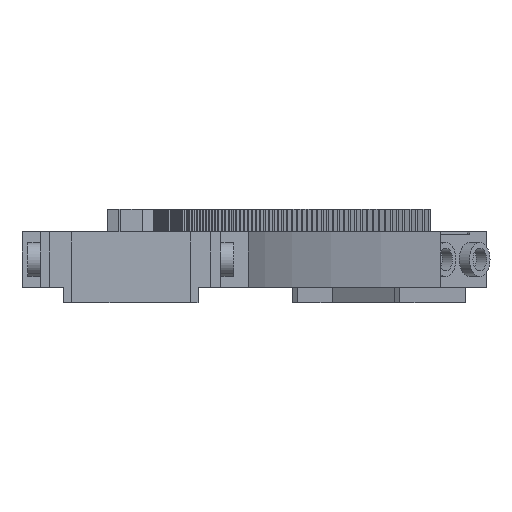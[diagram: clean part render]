
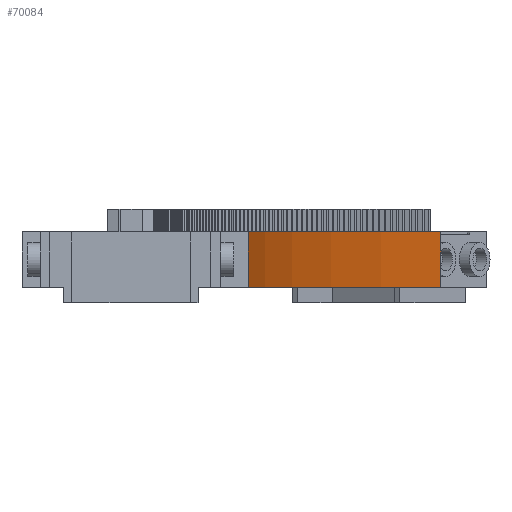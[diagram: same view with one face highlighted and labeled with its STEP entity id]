
A CAD part, front view. The second image highlights one B-rep face of the part: STEP entity #70084.
In plain terms, the highlighted cylindrical face has radius 184.1 mm (diameter 368.2 mm), a partial arc.
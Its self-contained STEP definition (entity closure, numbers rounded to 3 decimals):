
#314 = PLANE('',#315);
#315 = AXIS2_PLACEMENT_3D('',#316,#317,#318);
#316 = CARTESIAN_POINT('',(16.515,23.311,3.4));
#317 = DIRECTION('',(0.,0.,1.));
#318 = DIRECTION('',(-0.298,0.955,0.));
#36236 = VERTEX_POINT('',#36237);
#36237 = CARTESIAN_POINT('',(-1.07,-47.57,3.4));
#36253 = PLANE('',#36254);
#36254 = AXIS2_PLACEMENT_3D('',#36255,#36256,#36257);
#36255 = CARTESIAN_POINT('',(14.333,-47.57,-4.4));
#36256 = DIRECTION('',(0.,1.,0.));
#36257 = DIRECTION('',(0.,0.,1.));
#36265 = EDGE_CURVE('',#36236,#36266,#36268,.T.);
#36266 = VERTEX_POINT('',#36267);
#36267 = CARTESIAN_POINT('',(26.01,33.672,3.4));
#36268 = SURFACE_CURVE('',#36269,(#36274,#36285),.PCURVE_S1.);
#36269 = CIRCLE('',#36270,184.1);
#36270 = AXIS2_PLACEMENT_3D('',#36271,#36272,#36273);
#36271 = CARTESIAN_POINT('',(182.333,-63.57,3.4));
#36272 = DIRECTION('',(0.,0.,-1.));
#36273 = DIRECTION('',(-1.,0.,0.));
#36274 = PCURVE('',#314,#36275);
#36275 = DEFINITIONAL_REPRESENTATION('',(#36276),#36284);
#36276 = ( BOUNDED_CURVE() B_SPLINE_CURVE(2,(#36277,#36278,#36279,#36280
    ,#36281,#36282,#36283),.UNSPECIFIED.,.T.,.F.) 
B_SPLINE_CURVE_WITH_KNOTS((1,2,2,2,2,1),(-2.094,0.,
    2.094,4.189,6.283,8.378),
.UNSPECIFIED.) CURVE() GEOMETRIC_REPRESENTATION_ITEM() 
RATIONAL_B_SPLINE_CURVE((1.,0.5,1.,0.5,1.,0.5,1.)) REPRESENTATION_ITEM(
  '') );
#36277 = CARTESIAN_POINT('',(-77.478,43.356));
#36278 = CARTESIAN_POINT('',(226.889,-51.721));
#36279 = CARTESIAN_POINT('',(-7.634,-267.772));
#36280 = CARTESIAN_POINT('',(-242.156,-483.822));
#36281 = CARTESIAN_POINT('',(-312.,-172.695));
#36282 = CARTESIAN_POINT('',(-381.844,138.432));
#36283 = CARTESIAN_POINT('',(-77.478,43.356));
#36284 = ( GEOMETRIC_REPRESENTATION_CONTEXT(2) 
PARAMETRIC_REPRESENTATION_CONTEXT() REPRESENTATION_CONTEXT('2D SPACE',''
  ) );
#36285 = PCURVE('',#36286,#36291);
#36286 = CYLINDRICAL_SURFACE('',#36287,184.1);
#36287 = AXIS2_PLACEMENT_3D('',#36288,#36289,#36290);
#36288 = CARTESIAN_POINT('',(182.333,-63.57,3.4));
#36289 = DIRECTION('',(0.,0.,-1.));
#36290 = DIRECTION('',(-1.,0.,0.));
#36291 = DEFINITIONAL_REPRESENTATION('',(#36292),#36296);
#36292 = LINE('',#36293,#36294);
#36293 = CARTESIAN_POINT('',(0.,0.));
#36294 = VECTOR('',#36295,1.);
#36295 = DIRECTION('',(1.,0.));
#36296 = ( GEOMETRIC_REPRESENTATION_CONTEXT(2) 
PARAMETRIC_REPRESENTATION_CONTEXT() REPRESENTATION_CONTEXT('2D SPACE',''
  ) );
#36314 = PLANE('',#36315);
#36315 = AXIS2_PLACEMENT_3D('',#36316,#36317,#36318);
#36316 = CARTESIAN_POINT('',(-12.867,62.83,-4.4));
#36317 = DIRECTION('',(-0.6,-0.8,0.));
#36318 = DIRECTION('',(0.,0.,1.));
#67809 = PLANE('',#67810);
#67810 = AXIS2_PLACEMENT_3D('',#67811,#67812,#67813);
#67811 = CARTESIAN_POINT('',(-7.404,-0.324,-4.4));
#67812 = DIRECTION('',(-0.,-0.,1.));
#67813 = DIRECTION('',(0.316,0.949,0.));
#68947 = EDGE_CURVE('',#36236,#68948,#68950,.T.);
#68948 = VERTEX_POINT('',#68949);
#68949 = CARTESIAN_POINT('',(-1.07,-47.57,-4.4));
#68950 = SURFACE_CURVE('',#68951,(#68955,#68962),.PCURVE_S1.);
#68951 = LINE('',#68952,#68953);
#68952 = CARTESIAN_POINT('',(-1.07,-47.57,3.4));
#68953 = VECTOR('',#68954,1.);
#68954 = DIRECTION('',(0.,0.,-1.));
#68955 = PCURVE('',#36253,#68956);
#68956 = DEFINITIONAL_REPRESENTATION('',(#68957),#68961);
#68957 = LINE('',#68958,#68959);
#68958 = CARTESIAN_POINT('',(7.8,-15.403));
#68959 = VECTOR('',#68960,1.);
#68960 = DIRECTION('',(-1.,0.));
#68961 = ( GEOMETRIC_REPRESENTATION_CONTEXT(2) 
PARAMETRIC_REPRESENTATION_CONTEXT() REPRESENTATION_CONTEXT('2D SPACE',''
  ) );
#68962 = PCURVE('',#36286,#68963);
#68963 = DEFINITIONAL_REPRESENTATION('',(#68964),#68968);
#68964 = LINE('',#68965,#68966);
#68965 = CARTESIAN_POINT('',(0.087,0.));
#68966 = VECTOR('',#68967,1.);
#68967 = DIRECTION('',(0.,1.));
#68968 = ( GEOMETRIC_REPRESENTATION_CONTEXT(2) 
PARAMETRIC_REPRESENTATION_CONTEXT() REPRESENTATION_CONTEXT('2D SPACE',''
  ) );
#70042 = VERTEX_POINT('',#70043);
#70043 = CARTESIAN_POINT('',(26.01,33.672,-4.4));
#70064 = EDGE_CURVE('',#36266,#70042,#70065,.T.);
#70065 = SURFACE_CURVE('',#70066,(#70070,#70077),.PCURVE_S1.);
#70066 = LINE('',#70067,#70068);
#70067 = CARTESIAN_POINT('',(26.01,33.672,3.4));
#70068 = VECTOR('',#70069,1.);
#70069 = DIRECTION('',(0.,0.,-1.));
#70070 = PCURVE('',#36314,#70071);
#70071 = DEFINITIONAL_REPRESENTATION('',(#70072),#70076);
#70072 = LINE('',#70073,#70074);
#70073 = CARTESIAN_POINT('',(7.8,-48.597));
#70074 = VECTOR('',#70075,1.);
#70075 = DIRECTION('',(-1.,-0.));
#70076 = ( GEOMETRIC_REPRESENTATION_CONTEXT(2) 
PARAMETRIC_REPRESENTATION_CONTEXT() REPRESENTATION_CONTEXT('2D SPACE',''
  ) );
#70077 = PCURVE('',#36286,#70078);
#70078 = DEFINITIONAL_REPRESENTATION('',(#70079),#70083);
#70079 = LINE('',#70080,#70081);
#70080 = CARTESIAN_POINT('',(0.556,0.));
#70081 = VECTOR('',#70082,1.);
#70082 = DIRECTION('',(0.,1.));
#70083 = ( GEOMETRIC_REPRESENTATION_CONTEXT(2) 
PARAMETRIC_REPRESENTATION_CONTEXT() REPRESENTATION_CONTEXT('2D SPACE',''
  ) );
#70084 = ADVANCED_FACE('',(#70085),#36286,.F.);
#70085 = FACE_BOUND('',#70086,.F.);
#70086 = EDGE_LOOP('',(#70087,#70088,#70089,#70090));
#70087 = ORIENTED_EDGE('',*,*,#68947,.F.);
#70088 = ORIENTED_EDGE('',*,*,#36265,.T.);
#70089 = ORIENTED_EDGE('',*,*,#70064,.T.);
#70090 = ORIENTED_EDGE('',*,*,#70091,.F.);
#70091 = EDGE_CURVE('',#68948,#70042,#70092,.T.);
#70092 = SURFACE_CURVE('',#70093,(#70098,#70105),.PCURVE_S1.);
#70093 = CIRCLE('',#70094,184.1);
#70094 = AXIS2_PLACEMENT_3D('',#70095,#70096,#70097);
#70095 = CARTESIAN_POINT('',(182.333,-63.57,-4.4));
#70096 = DIRECTION('',(0.,0.,-1.));
#70097 = DIRECTION('',(-1.,0.,0.));
#70098 = PCURVE('',#36286,#70099);
#70099 = DEFINITIONAL_REPRESENTATION('',(#70100),#70104);
#70100 = LINE('',#70101,#70102);
#70101 = CARTESIAN_POINT('',(0.,7.8));
#70102 = VECTOR('',#70103,1.);
#70103 = DIRECTION('',(1.,0.));
#70104 = ( GEOMETRIC_REPRESENTATION_CONTEXT(2) 
PARAMETRIC_REPRESENTATION_CONTEXT() REPRESENTATION_CONTEXT('2D SPACE',''
  ) );
#70105 = PCURVE('',#67809,#70106);
#70106 = DEFINITIONAL_REPRESENTATION('',(#70107),#70115);
#70107 = ( BOUNDED_CURVE() B_SPLINE_CURVE(2,(#70108,#70109,#70110,#70111
    ,#70112,#70113,#70114),.UNSPECIFIED.,.T.,.F.) 
B_SPLINE_CURVE_WITH_KNOTS((1,2,2,2,2,1),(-2.094,0.,
    2.094,4.189,6.283,8.378),
.UNSPECIFIED.) CURVE() GEOMETRIC_REPRESENTATION_ITEM() 
RATIONAL_B_SPLINE_CURVE((1.,0.5,1.,0.5,1.,0.5,1.)) REPRESENTATION_ITEM(
  '') );
#70108 = CARTESIAN_POINT('',(-58.218,-25.347));
#70109 = CARTESIAN_POINT('',(244.29,75.488));
#70110 = CARTESIAN_POINT('',(180.362,-236.908));
#70111 = CARTESIAN_POINT('',(116.435,-549.305));
#70112 = CARTESIAN_POINT('',(-122.145,-337.744));
#70113 = CARTESIAN_POINT('',(-360.725,-126.183));
#70114 = CARTESIAN_POINT('',(-58.218,-25.347));
#70115 = ( GEOMETRIC_REPRESENTATION_CONTEXT(2) 
PARAMETRIC_REPRESENTATION_CONTEXT() REPRESENTATION_CONTEXT('2D SPACE',''
  ) );
